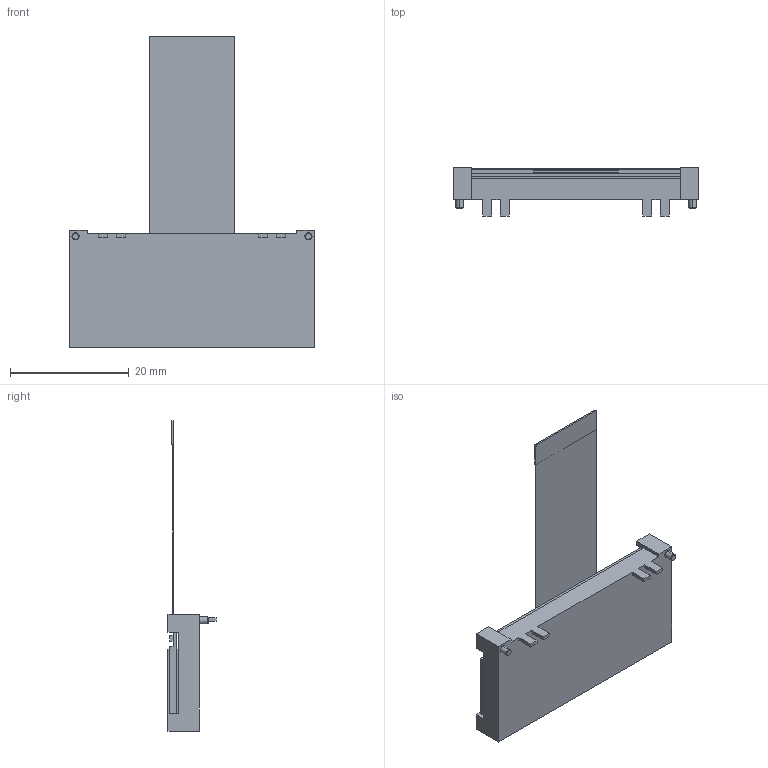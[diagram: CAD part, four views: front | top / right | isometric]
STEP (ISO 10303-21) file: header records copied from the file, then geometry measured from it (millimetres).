
FILE_DESCRIPTION((''),'2;1');
FILE_NAME('16311_ASM','2021-09-09T',('caizhe'),(''),'PRO/ENGINEER BY PARAMETRIC TECHNOLOGY CORPORATION, 2005030','PRO/ENGINEER BY PARAMETRIC TECHNOLOGY CORPORATION, 2005030','');
FILE_SCHEMA(('CONFIG_CONTROL_DESIGN'));
Length unit declared in the file: millimetre
Products named in the file (4): 16311LED; 16309LCD; 16309FPC; 16311_ASM
Assembly tree (3 placements, depth 2):
  16311_ASM
    16311LED
    16309LCD
    16309FPC
Bounding box: 41.3 x 8.1 x 52.35 mm (x, y, z)
Volume: 3939.7 mm3; surface area: 4839.3 mm2
Topology: 3 solids, 3 shells, 111 faces, 292 edges, 192 vertices
Faces by surface type: plane 95, cylinder 10, cone 4, bspline 2
Entity records: 3530 total; most frequent: CARTESIAN_POINT 656, ORIENTED_EDGE 584, DIRECTION 550, EDGE_CURVE 292, VECTOR 266, LINE 266, VERTEX_POINT 192, AXIS2_PLACEMENT_3D 142
